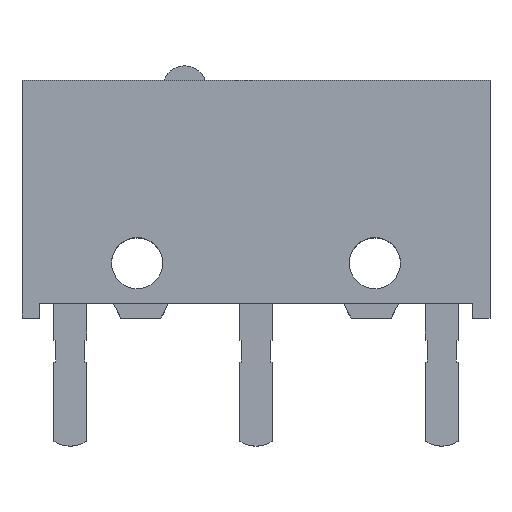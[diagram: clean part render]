
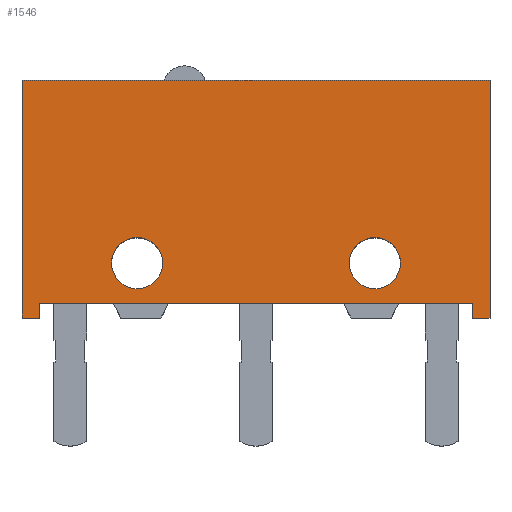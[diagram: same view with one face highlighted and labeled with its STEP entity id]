
A CAD part, top view. The second image highlights one B-rep face of the part: STEP entity #1546.
In plain terms, the highlighted planar face has unit normal (0, 0, 1).
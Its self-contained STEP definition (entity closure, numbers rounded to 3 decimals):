
#2 = EDGE_CURVE ( 'NONE', #316, #134, #682, .T. ) ;
#29 = EDGE_CURVE ( 'NONE', #39, #59, #944, .T. ) ;
#39 = VERTEX_POINT ( 'NONE', #1191 ) ;
#59 = VERTEX_POINT ( 'NONE', #1473 ) ;
#100 = ORIENTED_EDGE ( 'NONE', *, *, #138, .T. ) ;
#134 = VERTEX_POINT ( 'NONE', #2088 ) ;
#138 = EDGE_CURVE ( 'NONE', #497, #484, #2107, .T. ) ;
#190 = ORIENTED_EDGE ( 'NONE', *, *, #387, .T. ) ;
#218 = EDGE_CURVE ( 'NONE', #237, #134, #2554, .T. ) ;
#234 = EDGE_CURVE ( 'NONE', #1079, #237, #2622, .T. ) ;
#235 = ORIENTED_EDGE ( 'NONE', *, *, #1349, .T. ) ;
#237 = VERTEX_POINT ( 'NONE', #2633 ) ;
#280 = ORIENTED_EDGE ( 'NONE', *, *, #1808, .T. ) ;
#316 = VERTEX_POINT ( 'NONE', #1579 ) ;
#324 = ORIENTED_EDGE ( 'NONE', *, *, #234, .T. ) ;
#367 = ORIENTED_EDGE ( 'NONE', *, *, #218, .T. ) ;
#387 = EDGE_CURVE ( 'NONE', #484, #1565, #2286, .T. ) ;
#388 = EDGE_LOOP ( 'NONE', ( #477, #575 ) ) ;
#412 = EDGE_CURVE ( 'NONE', #423, #434, #739, .T. ) ;
#423 = VERTEX_POINT ( 'NONE', #787 ) ;
#434 = VERTEX_POINT ( 'NONE', #812 ) ;
#477 = ORIENTED_EDGE ( 'NONE', *, *, #511, .T. ) ;
#484 = VERTEX_POINT ( 'NONE', #1179 ) ;
#497 = VERTEX_POINT ( 'NONE', #1236 ) ;
#511 = EDGE_CURVE ( 'NONE', #59, #39, #1431, .T. ) ;
#575 = ORIENTED_EDGE ( 'NONE', *, *, #29, .T. ) ;
#596 = EDGE_CURVE ( 'NONE', #497, #316, #1946, .T. ) ;
#604 = EDGE_LOOP ( 'NONE', ( #650, #1203 ) ) ;
#650 = ORIENTED_EDGE ( 'NONE', *, *, #762, .T. ) ;
#653 = VERTEX_POINT ( 'NONE', #2408 ) ;
#682 = LINE ( 'NONE', #683, #688 ) ;
#683 = CARTESIAN_POINT ( 'NONE',  ( -9.175, -1.1, 5.8 ) ) ;
#688 = VECTOR ( 'NONE', #689, 1000. ) ;
#689 = DIRECTION ( 'NONE',  ( 0., -1., 0. ) ) ;
#739 = CIRCLE ( 'NONE', #740, 0.7 ) ;
#740 = AXIS2_PLACEMENT_3D ( 'NONE', #741, #744, #745 ) ;
#741 = CARTESIAN_POINT ( 'NONE',  ( 0., 0., 5.8 ) ) ;
#744 = DIRECTION ( 'NONE',  ( 0., 0., -1. ) ) ;
#745 = DIRECTION ( 'NONE',  ( -1., 0., 0. ) ) ;
#762 = EDGE_CURVE ( 'NONE', #434, #423, #2563, .T. ) ;
#787 = CARTESIAN_POINT ( 'NONE',  ( 0.7, 0., 5.8 ) ) ;
#812 = CARTESIAN_POINT ( 'NONE',  ( -0.7, 0., 5.8 ) ) ;
#944 = CIRCLE ( 'NONE', #945, 0.7 ) ;
#945 = AXIS2_PLACEMENT_3D ( 'NONE', #946, #947, #948 ) ;
#946 = CARTESIAN_POINT ( 'NONE',  ( -6.5, 0., 5.8 ) ) ;
#947 = DIRECTION ( 'NONE',  ( 0., 0., -1. ) ) ;
#948 = DIRECTION ( 'NONE',  ( -1., 0., 0. ) ) ;
#1079 = VERTEX_POINT ( 'NONE', #2729 ) ;
#1082 = LINE ( 'NONE', #1083, #1084 ) ;
#1083 = CARTESIAN_POINT ( 'NONE',  ( 3.15, -1.5, 5.8 ) ) ;
#1084 = VECTOR ( 'NONE', #1085, 1000. ) ;
#1085 = DIRECTION ( 'NONE',  ( 0., 1., 0. ) ) ;
#1179 = CARTESIAN_POINT ( 'NONE',  ( 2.675, -1.5, 5.8 ) ) ;
#1191 = CARTESIAN_POINT ( 'NONE',  ( -5.8, 0., 5.8 ) ) ;
#1203 = ORIENTED_EDGE ( 'NONE', *, *, #412, .T. ) ;
#1236 = CARTESIAN_POINT ( 'NONE',  ( 2.675, -1.1, 5.8 ) ) ;
#1312 = FACE_OUTER_BOUND ( 'NONE', #1844, .T. ) ;
#1313 = FACE_BOUND ( 'NONE', #388, .T. ) ;
#1316 = FACE_BOUND ( 'NONE', #604, .T. ) ;
#1332 = PLANE ( 'NONE',  #1333 ) ;
#1333 = AXIS2_PLACEMENT_3D ( 'NONE', #1334, #1335, #1336 ) ;
#1334 = CARTESIAN_POINT ( 'NONE',  ( 3.15, 5., 5.8 ) ) ;
#1335 = DIRECTION ( 'NONE',  ( 0., 0., 1. ) ) ;
#1336 = DIRECTION ( 'NONE',  ( 1., 0., 0. ) ) ;
#1349 = EDGE_CURVE ( 'NONE', #1565, #653, #1082, .T. ) ;
#1367 = CARTESIAN_POINT ( 'NONE',  ( 3.15, -1.5, 5.8 ) ) ;
#1431 = CIRCLE ( 'NONE', #1432, 0.7 ) ;
#1432 = AXIS2_PLACEMENT_3D ( 'NONE', #1433, #1434, #1435 ) ;
#1433 = CARTESIAN_POINT ( 'NONE',  ( -6.5, 0., 5.8 ) ) ;
#1434 = DIRECTION ( 'NONE',  ( 0., 0., -1. ) ) ;
#1435 = DIRECTION ( 'NONE',  ( -1., 0., 0. ) ) ;
#1473 = CARTESIAN_POINT ( 'NONE',  ( -7.2, 0., 5.8 ) ) ;
#1546 = ADVANCED_FACE ( 'NONE', ( #1312, #1313, #1316 ), #1332, .T. ) ;
#1565 = VERTEX_POINT ( 'NONE', #1367 ) ;
#1579 = CARTESIAN_POINT ( 'NONE',  ( -9.175, -1.1, 5.8 ) ) ;
#1662 = LINE ( 'NONE', #1663, #1664 ) ;
#1663 = CARTESIAN_POINT ( 'NONE',  ( 3.15, 5., 5.8 ) ) ;
#1664 = VECTOR ( 'NONE', #1665, 1000. ) ;
#1665 = DIRECTION ( 'NONE',  ( -1., 0., 0. ) ) ;
#1808 = EDGE_CURVE ( 'NONE', #653, #1079, #1662, .T. ) ;
#1844 = EDGE_LOOP ( 'NONE', ( #2256, #2886, #100, #190, #235, #280, #324, #367 ) ) ;
#1946 = LINE ( 'NONE', #1948, #1949 ) ;
#1948 = CARTESIAN_POINT ( 'NONE',  ( -9.175, -1.1, 5.8 ) ) ;
#1949 = VECTOR ( 'NONE', #1950, 1000. ) ;
#1950 = DIRECTION ( 'NONE',  ( -1., 0., 0. ) ) ;
#2088 = CARTESIAN_POINT ( 'NONE',  ( -9.175, -1.5, 5.8 ) ) ;
#2107 = LINE ( 'NONE', #2108, #2109 ) ;
#2108 = CARTESIAN_POINT ( 'NONE',  ( 2.675, -1.1, 5.8 ) ) ;
#2109 = VECTOR ( 'NONE', #2110, 1000. ) ;
#2110 = DIRECTION ( 'NONE',  ( 0., -1., 0. ) ) ;
#2256 = ORIENTED_EDGE ( 'NONE', *, *, #2, .F. ) ;
#2286 = LINE ( 'NONE', #2287, #2288 ) ;
#2287 = CARTESIAN_POINT ( 'NONE',  ( 3.15, -1.5, 5.8 ) ) ;
#2288 = VECTOR ( 'NONE', #2289, 1000. ) ;
#2289 = DIRECTION ( 'NONE',  ( 1., 0., 0. ) ) ;
#2408 = CARTESIAN_POINT ( 'NONE',  ( 3.15, 5., 5.8 ) ) ;
#2554 = LINE ( 'NONE', #2555, #2556 ) ;
#2555 = CARTESIAN_POINT ( 'NONE',  ( 3.15, -1.5, 5.8 ) ) ;
#2556 = VECTOR ( 'NONE', #2557, 1000. ) ;
#2557 = DIRECTION ( 'NONE',  ( 1., 0., 0. ) ) ;
#2563 = CIRCLE ( 'NONE', #2564, 0.7 ) ;
#2564 = AXIS2_PLACEMENT_3D ( 'NONE', #2565, #2566, #2567 ) ;
#2565 = CARTESIAN_POINT ( 'NONE',  ( 0., 0., 5.8 ) ) ;
#2566 = DIRECTION ( 'NONE',  ( 0., 0., -1. ) ) ;
#2567 = DIRECTION ( 'NONE',  ( -1., 0., 0. ) ) ;
#2622 = LINE ( 'NONE', #2623, #2624 ) ;
#2623 = CARTESIAN_POINT ( 'NONE',  ( -9.65, -1.5, 5.8 ) ) ;
#2624 = VECTOR ( 'NONE', #2625, 1000. ) ;
#2625 = DIRECTION ( 'NONE',  ( 0., -1., 0. ) ) ;
#2633 = CARTESIAN_POINT ( 'NONE',  ( -9.65, -1.5, 5.8 ) ) ;
#2729 = CARTESIAN_POINT ( 'NONE',  ( -9.65, 5., 5.8 ) ) ;
#2886 = ORIENTED_EDGE ( 'NONE', *, *, #596, .F. ) ;
